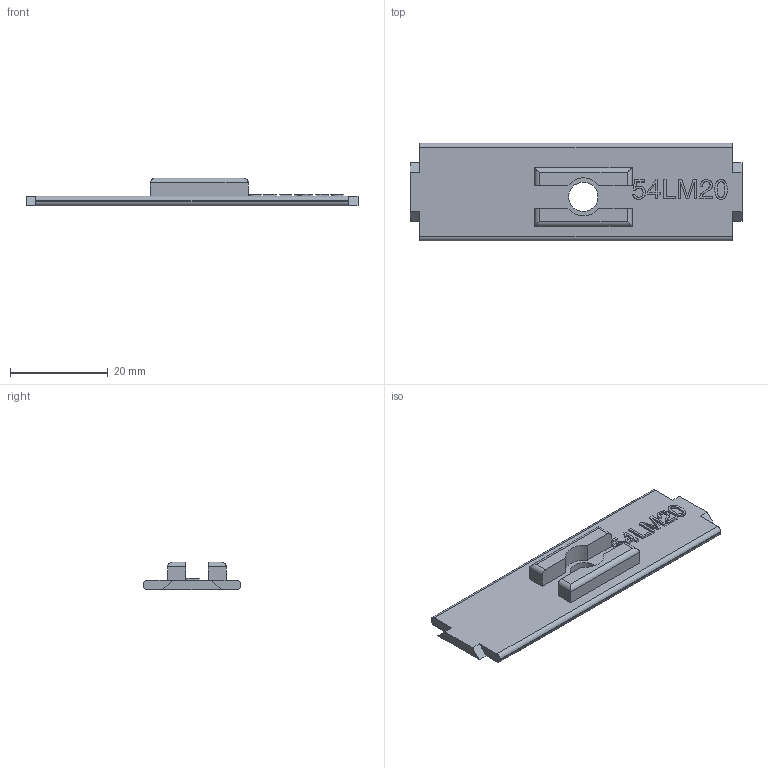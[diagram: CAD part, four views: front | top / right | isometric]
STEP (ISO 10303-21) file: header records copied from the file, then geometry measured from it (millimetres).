
FILE_DESCRIPTION(('Open CASCADE Model'),'2;1');
FILE_NAME('Open CASCADE Shape Model','2025-05-19T13:55:21',('Author'),( 'Open CASCADE'),'Open CASCADE STEP processor 7.7','Open CASCADE 7.7' ,'Unknown');
FILE_SCHEMA(('AUTOMOTIVE_DESIGN { 1 0 10303 214 1 1 1 1 }'));
Length unit declared in the file: millimetre
Products named in the file (1): Open CASCADE STEP translator 7.7 88
Bounding box: 68 x 20 x 5.7 mm (x, y, z)
Volume: 3033.7 mm3; surface area: 3260.9 mm2
Topology: 1 solids, 1 shells, 139 faces, 377 edges, 250 vertices
Faces by surface type: plane 80, extrusion 46, cylinder 13
Full cylindrical faces by diameter (mm): 6 x1
Entity records: 9375 total; most frequent: CARTESIAN_POINT 2091, DIRECTION 1186, VECTOR 945, LINE 899, ORIENTED_EDGE 754, PCURVE 754, DEFINITIONAL_REPRESENTATION 754, EDGE_CURVE 377
